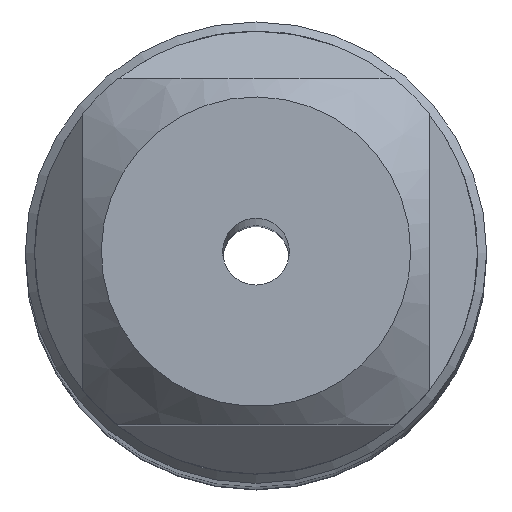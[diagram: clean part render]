
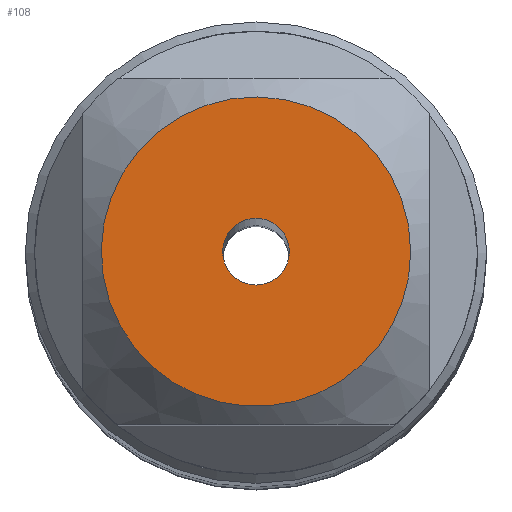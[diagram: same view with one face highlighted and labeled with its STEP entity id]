
A CAD part, top view. The second image highlights one B-rep face of the part: STEP entity #108.
In plain terms, the highlighted planar face has unit normal (0, 0, 1).
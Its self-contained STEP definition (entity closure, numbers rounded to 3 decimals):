
#50=PLANE('',#474);
#108=ADVANCED_FACE('',(#150,#151),#50,.F.);
#150=FACE_BOUND('',#188,.T.);
#151=FACE_BOUND('',#189,.T.);
#188=EDGE_LOOP('',(#256));
#189=EDGE_LOOP('',(#257));
#256=ORIENTED_EDGE('',*,*,#334,.T.);
#257=ORIENTED_EDGE('',*,*,#356,.T.);
#300=VERTEX_POINT('',#655);
#322=VERTEX_POINT('',#703);
#334=EDGE_CURVE('',#300,#300,#376,.T.);
#356=EDGE_CURVE('',#322,#322,#386,.T.);
#376=CIRCLE('',#446,0.7);
#386=CIRCLE('',#464,3.245);
#446=AXIS2_PLACEMENT_3D('',#654,#507,#508);
#464=AXIS2_PLACEMENT_3D('',#702,#551,#552);
#474=AXIS2_PLACEMENT_3D('',#741,#571,#572);
#507=DIRECTION('',(0.,0.,-1.));
#508=DIRECTION('',(-1.,0.,0.));
#551=DIRECTION('',(0.,0.,1.));
#552=DIRECTION('',(1.,0.,0.));
#571=DIRECTION('',(0.,0.,-1.));
#572=DIRECTION('',(-1.,0.,0.));
#654=CARTESIAN_POINT('',(0.,0.,0.));
#655=CARTESIAN_POINT('',(-0.7,0.,0.));
#702=CARTESIAN_POINT('',(0.,0.,0.));
#703=CARTESIAN_POINT('',(3.245,0.,0.));
#741=CARTESIAN_POINT('',(5.039,0.,0.));
